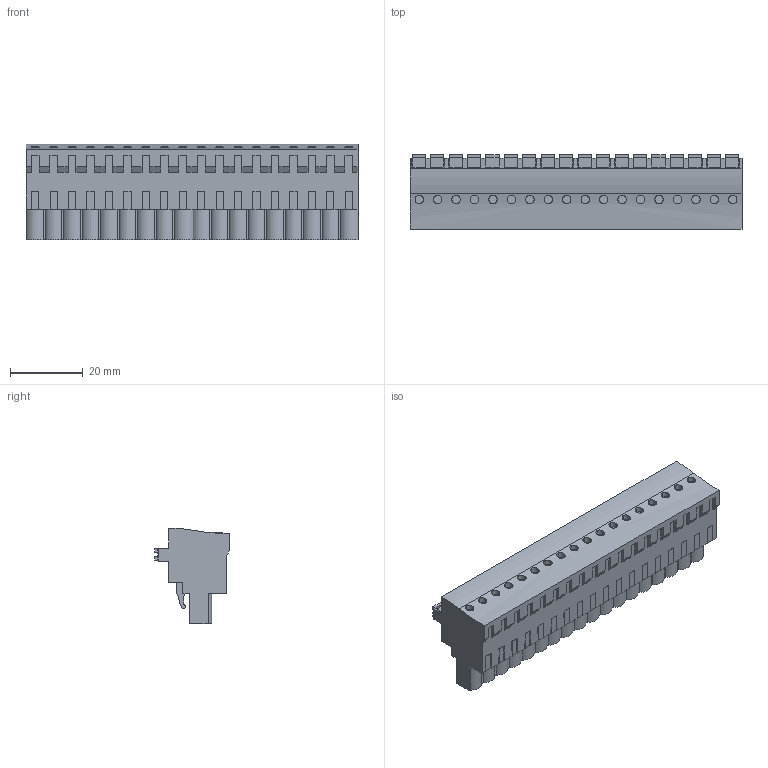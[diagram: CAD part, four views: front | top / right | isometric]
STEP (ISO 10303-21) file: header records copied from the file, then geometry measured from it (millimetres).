
FILE_DESCRIPTION(('CATIA V5 STEP Exchange','CAx-IF Rec.Pracs.--- Model Styling and Organization---1.2---2011-12-15'),'2;1');
FILE_NAME ('D1446272_0_1001690000_1001690000.stp','2017-09-08T12:06:07+00:00',('none'),('Weidmueller'),'CATIA Version 5-6 Release 2014','CATIA V5 STEP AP214','none');
FILE_SCHEMA(('AUTOMOTIVE_DESIGN { 1 0 10303 214 1 1 1 1 }'));
Length unit declared in the file: millimetre
Products named in the file (1): 1001690000
Bounding box: 91.44 x 20.64 x 26.24 mm (x, y, z)
Volume: 27870.3 mm3; surface area: 11720 mm2
Topology: 19 solids, 19 shells, 1163 faces, 3360 edges, 2307 vertices
Faces by surface type: plane 939, cylinder 216, extrusion 8
Entity records: 35338 total; most frequent: CARTESIAN_POINT 6870, ORIENTED_EDGE 6720, DIRECTION 4491, EDGE_CURVE 3360, VECTOR 2845, LINE 2837, VERTEX_POINT 2307, EDGE_LOOP 1235
